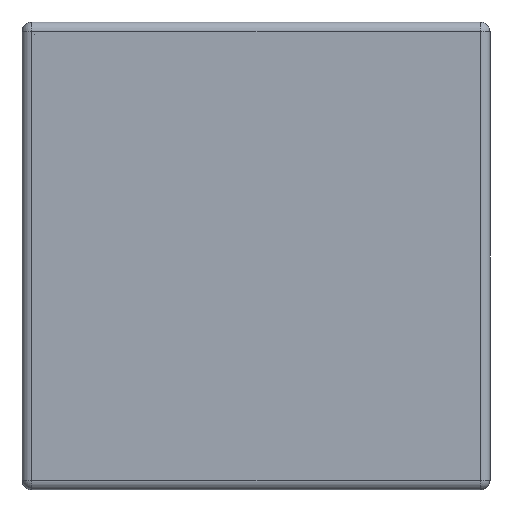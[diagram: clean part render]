
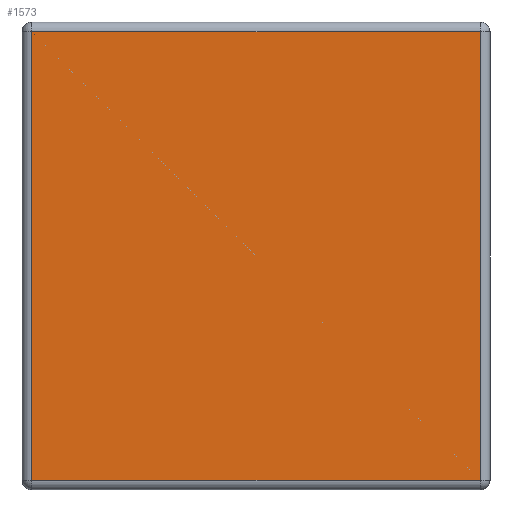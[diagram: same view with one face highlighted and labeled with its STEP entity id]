
A CAD part, left-side view. The second image highlights one B-rep face of the part: STEP entity #1573.
In plain terms, the highlighted planar face has unit normal (-1, 0, 0).
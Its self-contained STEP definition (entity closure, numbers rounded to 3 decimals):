
#135 = VERTEX_POINT ( 'NONE', #1012 ) ;
#347 = FACE_OUTER_BOUND ( 'NONE', #687, .T. ) ;
#359 = EDGE_CURVE ( 'NONE', #1755, #3990, #4487, .T. ) ;
#464 = CARTESIAN_POINT ( 'NONE',  ( 0., 0.03, 0. ) ) ;
#610 = EDGE_CURVE ( 'NONE', #3990, #135, #3977, .T. ) ;
#648 = CARTESIAN_POINT ( 'NONE',  ( 0., 1.42, -1.42 ) ) ;
#656 = AXIS2_PLACEMENT_3D ( 'NONE', #3844, #2472, #2454 ) ;
#687 = EDGE_LOOP ( 'NONE', ( #1224, #4176, #1792, #1829 ) ) ;
#692 = VERTEX_POINT ( 'NONE', #648 ) ;
#831 = LINE ( 'NONE', #2816, #3311 ) ;
#1002 = CARTESIAN_POINT ( 'NONE',  ( 0., 1.45, -0.03 ) ) ;
#1012 = CARTESIAN_POINT ( 'NONE',  ( 0., 1.42, -0.03 ) ) ;
#1060 = VECTOR ( 'NONE', #3511, 1000. ) ;
#1064 = VECTOR ( 'NONE', #2985, 1000. ) ;
#1224 = ORIENTED_EDGE ( 'NONE', *, *, #1729, .T. ) ;
#1573 = ADVANCED_FACE ( 'NONE', ( #347 ), #4599, .T. ) ;
#1729 = EDGE_CURVE ( 'NONE', #692, #1755, #4059, .T. ) ;
#1739 = CARTESIAN_POINT ( 'NONE',  ( 0., 0.03, -0.03 ) ) ;
#1755 = VERTEX_POINT ( 'NONE', #2884 ) ;
#1792 = ORIENTED_EDGE ( 'NONE', *, *, #610, .T. ) ;
#1829 = ORIENTED_EDGE ( 'NONE', *, *, #4011, .T. ) ;
#2454 = DIRECTION ( 'NONE',  ( 0., 0., 1. ) ) ;
#2472 = DIRECTION ( 'NONE',  ( -1., 0., 0. ) ) ;
#2659 = VECTOR ( 'NONE', #3946, 1000. ) ;
#2816 = CARTESIAN_POINT ( 'NONE',  ( 0., 1.42, -1.45 ) ) ;
#2849 = DIRECTION ( 'NONE',  ( 0., 0., -1. ) ) ;
#2884 = CARTESIAN_POINT ( 'NONE',  ( 0., 0.03, -1.42 ) ) ;
#2985 = DIRECTION ( 'NONE',  ( 0., 0., 1. ) ) ;
#3311 = VECTOR ( 'NONE', #2849, 1000. ) ;
#3511 = DIRECTION ( 'NONE',  ( 0., 1., 0. ) ) ;
#3844 = CARTESIAN_POINT ( 'NONE',  ( 0., 0., 0. ) ) ;
#3946 = DIRECTION ( 'NONE',  ( 0., -1., 0. ) ) ;
#3977 = LINE ( 'NONE', #1002, #1060 ) ;
#3990 = VERTEX_POINT ( 'NONE', #1739 ) ;
#4011 = EDGE_CURVE ( 'NONE', #135, #692, #831, .T. ) ;
#4059 = LINE ( 'NONE', #4280, #2659 ) ;
#4176 = ORIENTED_EDGE ( 'NONE', *, *, #359, .T. ) ;
#4280 = CARTESIAN_POINT ( 'NONE',  ( 0., 0., -1.42 ) ) ;
#4487 = LINE ( 'NONE', #464, #1064 ) ;
#4599 = PLANE ( 'NONE',  #656 ) ;
